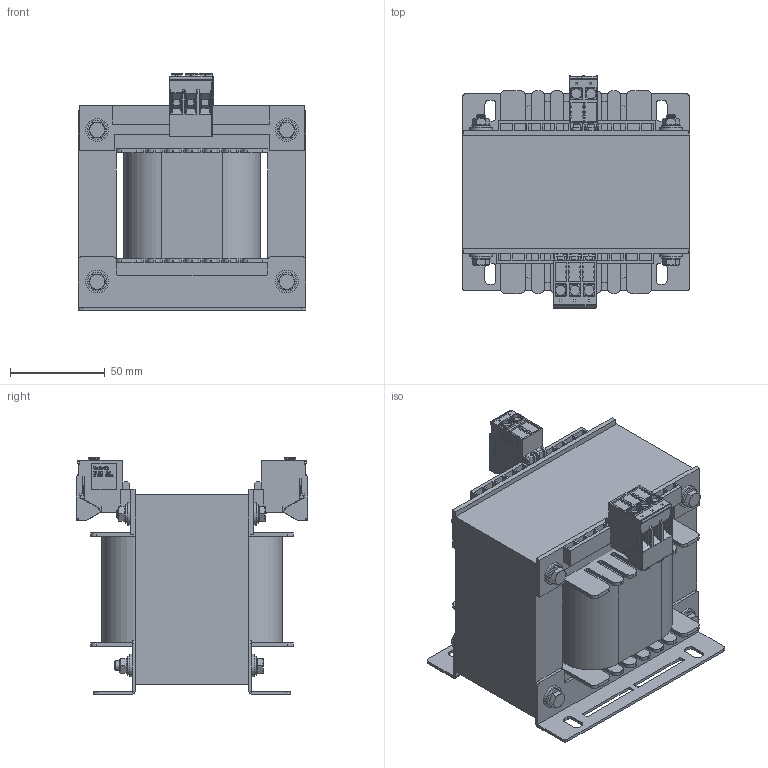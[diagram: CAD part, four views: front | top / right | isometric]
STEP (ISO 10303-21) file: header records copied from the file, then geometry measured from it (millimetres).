
FILE_DESCRIPTION(/* description */ (''),/* implementation_level */ '2;1');
FILE_NAME(/* name */ 'TF031503200.stp',/* time_stamp */ '2022-10-26T10:34:01+02:00',/* author */ ('velazquez'),/* organization */ (''),/* preprocessor_version */ 'ST-DEVELOPER v19.2',/* originating_system */ 'Autodesk Inventor 2023',/* authorisation */ '');
FILE_SCHEMA (('AUTOMOTIVE_DESIGN { 1 0 10303 214 3 1 1 }'));
Products named in the file (11): TF031503200; EI120 x 100 - 60 (Rc40); centrador M5; DIN 125 - A 5,3; DIN 934 - M5; DIN 933 - M5  x 75; EI 120 X 100 - 60; AF40DIN; EI120; 1227_TKS_4_3_F NARANJA; 1226_TKS_4_2_F
Assembly tree (32 placements, depth 2):
  TF031503200
    EI120 x 100 - 60 (Rc40)
    EI120  x2
    centrador M5  x8
    DIN 125 - A 5,3  x8
    DIN 933 - M5  x 75  x4
    DIN 934 - M5  x4
    EI 120 X 100 - 60
    AF40DIN  x2
    1227_TKS_4_3_F NARANJA
    1226_TKS_4_2_F
Bounding box: 120 x 122.3 x 124.5 mm (x, y, z)
Volume: 876393.2 mm3; surface area: 178770.1 mm2
Topology: 32 solids, 32 shells, 4315 faces, 12003 edges, 7798 vertices
Faces by surface type: plane 3394, cylinder 644, bspline 125, torus 98, cone 48, sphere 6
Full cylindrical faces by diameter (mm): 4.134 x4, 4.567 x4, 5 x16, 5.3 x8, 5.9 x8, 6.6 x4, 6.7 x4, 6.8 x4, 10 x8, 12 x8
Entity records: 137480 total; most frequent: CARTESIAN_POINT 28350, ORIENTED_EDGE 22648, DIRECTION 20434, EDGE_CURVE 11324, LINE 9798, VECTOR 9798, VERTEX_POINT 7369, AXIS2_PLACEMENT_3D 5318
